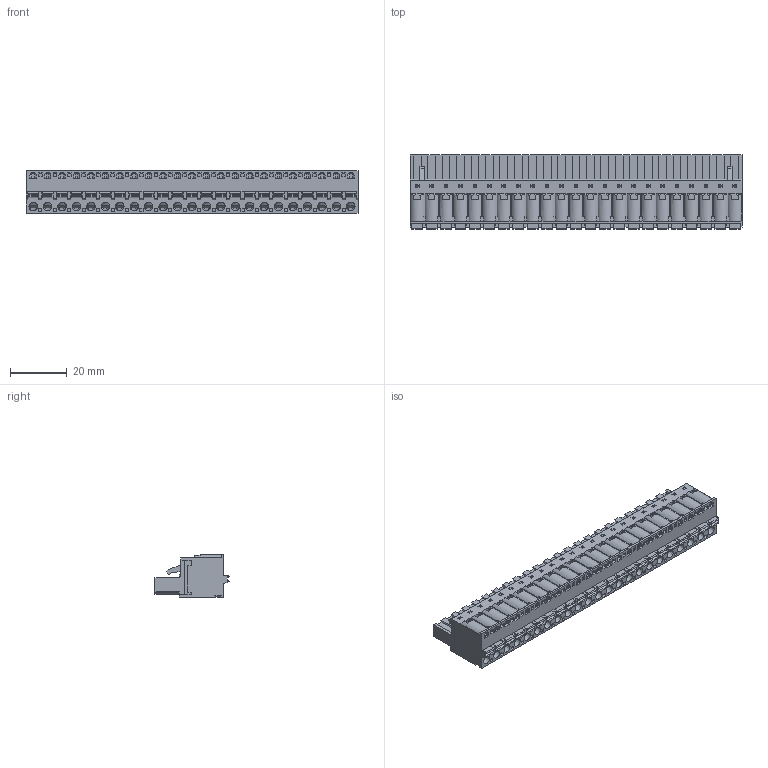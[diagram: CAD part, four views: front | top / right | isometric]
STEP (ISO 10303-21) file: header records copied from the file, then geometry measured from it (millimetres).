
FILE_DESCRIPTION(/* description */ ('Unknown'),/* implementation_level */ '2;1');
FILE_NAME(/* name */ '691353500023',/* time_stamp */ '2022-01-18T15:41:34+01:00',/* author */ ('Unknown'),/* organization */ ('Unknown'),/* preprocessor_version */ 'ST-DEVELOPER v16.7',/* originating_system */ 'Solid Edge',/* authorisation */ 'Unknown');
FILE_SCHEMA (('AP242_MANAGED_MODEL_BASED_3D_ENGINEERING_MIM_LF { 1 0 10303 442 1 1 4 }','AUTOMOTIVE_DESIGN {1 0 10303 214 3 1 1}'));
Products named in the file (6): 6913535000xx; 691353500023; 691353500023_BAS; 6913535000xx_LANGUETTE; 6913535000xx_PIN; 6913535000xx_BOUTON
Assembly tree (71 placements, depth 2):
  6913535000xx
    691353500023
    691353500023_BAS
    6913535000xx_LANGUETTE  x23
    6913535000xx_PIN  x23
    6913535000xx_BOUTON  x23
Bounding box: 116.84 x 26.05 x 15 mm (x, y, z)
Volume: 18412 mm3; surface area: 45497.5 mm2
Topology: 71 solids, 71 shells, 6233 faces, 17806 edges, 11603 vertices
Faces by surface type: plane 4822, cylinder 1319, bspline 69, cone 23
Full cylindrical faces by diameter (mm): 1.5 x23, 3 x23
Entity records: 103554 total; most frequent: CARTESIAN_POINT 21075, ORIENTED_EDGE 17736, DIRECTION 16001, EDGE_CURVE 8868, LINE 7771, VECTOR 7771, VERTEX_POINT 5837, AXIS2_PLACEMENT_3D 4115
